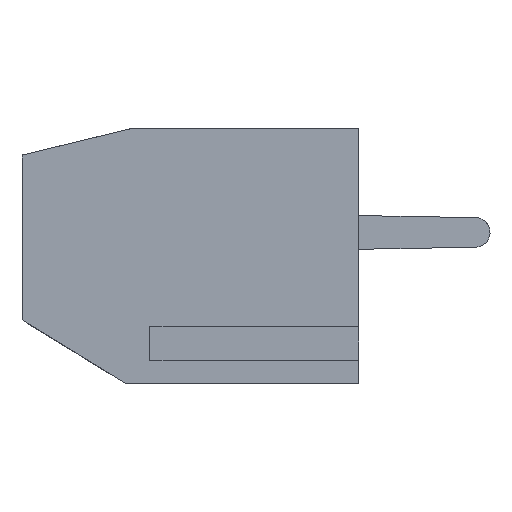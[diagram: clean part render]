
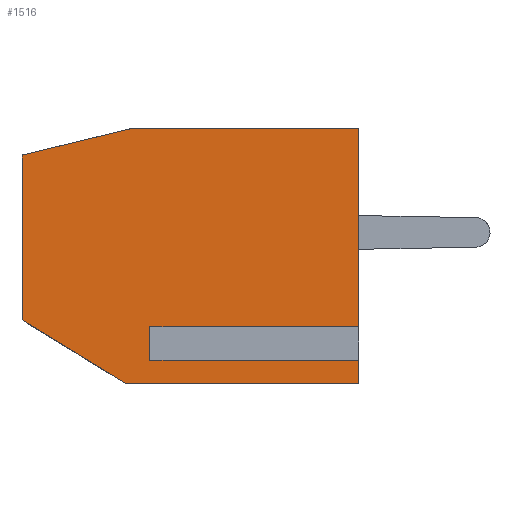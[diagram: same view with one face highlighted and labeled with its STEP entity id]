
A CAD part, left-side view. The second image highlights one B-rep face of the part: STEP entity #1516.
In plain terms, the highlighted planar face has unit normal (-1, 0, 0).
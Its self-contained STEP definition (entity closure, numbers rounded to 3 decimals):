
#198 = VERTEX_POINT ( 'NONE', #30471 ) ;
#1516 = ADVANCED_FACE ( 'NONE', ( #11937 ), #22652, .F. ) ;
#1809 = EDGE_CURVE ( 'NONE', #3701, #28030, #18255, .T. ) ;
#1957 = VECTOR ( 'NONE', #2328, 1000. ) ;
#2238 = VECTOR ( 'NONE', #32569, 1000. ) ;
#2299 = CARTESIAN_POINT ( 'NONE',  ( 0., 10., 1.9 ) ) ;
#2328 = DIRECTION ( 'NONE',  ( 0., -1., 0. ) ) ;
#3132 = AXIS2_PLACEMENT_3D ( 'NONE', #33458, #25869, #23188 ) ;
#3466 = CARTESIAN_POINT ( 'NONE',  ( 0., 6.9, 0. ) ) ;
#3701 = VERTEX_POINT ( 'NONE', #3466 ) ;
#4065 = ORIENTED_EDGE ( 'NONE', *, *, #18249, .F. ) ;
#4672 = CARTESIAN_POINT ( 'NONE',  ( 0., 10., 7.6 ) ) ;
#4958 = LINE ( 'NONE', #26451, #1957 ) ;
#6158 = LINE ( 'NONE', #21946, #30439 ) ;
#6174 = ORIENTED_EDGE ( 'NONE', *, *, #33108, .T. ) ;
#6628 = LINE ( 'NONE', #17296, #9473 ) ;
#8839 = ORIENTED_EDGE ( 'NONE', *, *, #29222, .T. ) ;
#9033 = LINE ( 'NONE', #19705, #16738 ) ;
#9473 = VECTOR ( 'NONE', #28072, 1000. ) ;
#9671 = CARTESIAN_POINT ( 'NONE',  ( 0., 6.2, 0.918 ) ) ;
#9696 = ORIENTED_EDGE ( 'NONE', *, *, #31434, .F. ) ;
#9955 = ORIENTED_EDGE ( 'NONE', *, *, #1809, .F. ) ;
#10263 = ORIENTED_EDGE ( 'NONE', *, *, #30479, .T. ) ;
#10703 = CARTESIAN_POINT ( 'NONE',  ( 0., 6.2, 0.918 ) ) ;
#10810 = VERTEX_POINT ( 'NONE', #32744 ) ;
#11056 = CARTESIAN_POINT ( 'NONE',  ( 0., 0., 7.6 ) ) ;
#11937 = FACE_OUTER_BOUND ( 'NONE', #34724, .T. ) ;
#13032 = CARTESIAN_POINT ( 'NONE',  ( 0., 10., 1.9 ) ) ;
#13544 = VECTOR ( 'NONE', #30726, 1000. ) ;
#16738 = VECTOR ( 'NONE', #22025, 1000. ) ;
#16773 = CARTESIAN_POINT ( 'NONE',  ( 0., 10., 6.8 ) ) ;
#16830 = DIRECTION ( 'NONE',  ( 0., 0., 1. ) ) ;
#17296 = CARTESIAN_POINT ( 'NONE',  ( 0., 10., 0. ) ) ;
#18198 = CARTESIAN_POINT ( 'NONE',  ( 0., 0., 1.482 ) ) ;
#18249 = EDGE_CURVE ( 'NONE', #28969, #26195, #9033, .T. ) ;
#18255 = LINE ( 'NONE', #13032, #34717 ) ;
#18328 = DIRECTION ( 'NONE',  ( 0., 0., 1. ) ) ;
#18843 = LINE ( 'NONE', #4672, #32187 ) ;
#19107 = LINE ( 'NONE', #11056, #2238 ) ;
#19245 = LINE ( 'NONE', #16773, #31455 ) ;
#19705 = CARTESIAN_POINT ( 'NONE',  ( 0., 10., 7.6 ) ) ;
#19811 = EDGE_CURVE ( 'NONE', #28030, #28579, #18843, .T. ) ;
#19914 = LINE ( 'NONE', #30382, #13544 ) ;
#21142 = CARTESIAN_POINT ( 'NONE',  ( 0., 6.7, 7.6 ) ) ;
#21569 = VECTOR ( 'NONE', #26903, 1000. ) ;
#21946 = CARTESIAN_POINT ( 'NONE',  ( 0., 0., 7.6 ) ) ;
#22025 = DIRECTION ( 'NONE',  ( 0., -1., 0. ) ) ;
#22497 = EDGE_CURVE ( 'NONE', #3701, #29610, #6628, .T. ) ;
#22652 = PLANE ( 'NONE',  #3132 ) ;
#23188 = DIRECTION ( 'NONE',  ( 0., 0., -1. ) ) ;
#25604 = EDGE_CURVE ( 'NONE', #29506, #26195, #6158, .T. ) ;
#25701 = VERTEX_POINT ( 'NONE', #9671 ) ;
#25869 = DIRECTION ( 'NONE',  ( 1., 0., 0. ) ) ;
#26195 = VERTEX_POINT ( 'NONE', #33366 ) ;
#26451 = CARTESIAN_POINT ( 'NONE',  ( 0., 6.2, 1.482 ) ) ;
#26625 = ORIENTED_EDGE ( 'NONE', *, *, #28080, .F. ) ;
#26783 = ORIENTED_EDGE ( 'NONE', *, *, #19811, .F. ) ;
#26903 = DIRECTION ( 'NONE',  ( 0., -1., 0. ) ) ;
#27560 = DIRECTION ( 'NONE',  ( 0., -0.972, 0.236 ) ) ;
#28030 = VERTEX_POINT ( 'NONE', #2299 ) ;
#28072 = DIRECTION ( 'NONE',  ( 0., -1., 0. ) ) ;
#28080 = EDGE_CURVE ( 'NONE', #25701, #10810, #32371, .T. ) ;
#28579 = VERTEX_POINT ( 'NONE', #31101 ) ;
#28969 = VERTEX_POINT ( 'NONE', #21142 ) ;
#29222 = EDGE_CURVE ( 'NONE', #198, #29506, #4958, .T. ) ;
#29228 = ORIENTED_EDGE ( 'NONE', *, *, #22497, .T. ) ;
#29506 = VERTEX_POINT ( 'NONE', #18198 ) ;
#29610 = VERTEX_POINT ( 'NONE', #34085 ) ;
#30382 = CARTESIAN_POINT ( 'NONE',  ( 0., 6.2, 0.918 ) ) ;
#30439 = VECTOR ( 'NONE', #16830, 1000. ) ;
#30471 = CARTESIAN_POINT ( 'NONE',  ( 0., 6.2, 1.482 ) ) ;
#30479 = EDGE_CURVE ( 'NONE', #29610, #10810, #19107, .T. ) ;
#30726 = DIRECTION ( 'NONE',  ( 0., 0., 1. ) ) ;
#31101 = CARTESIAN_POINT ( 'NONE',  ( 0., 10., 6.8 ) ) ;
#31434 = EDGE_CURVE ( 'NONE', #28579, #28969, #19245, .T. ) ;
#31455 = VECTOR ( 'NONE', #27560, 1000. ) ;
#31539 = DIRECTION ( 'NONE',  ( 0., 0.853, 0.523 ) ) ;
#32166 = ORIENTED_EDGE ( 'NONE', *, *, #25604, .T. ) ;
#32187 = VECTOR ( 'NONE', #18328, 1000. ) ;
#32371 = LINE ( 'NONE', #10703, #21569 ) ;
#32569 = DIRECTION ( 'NONE',  ( 0., 0., 1. ) ) ;
#32744 = CARTESIAN_POINT ( 'NONE',  ( 0., 0., 0.918 ) ) ;
#33108 = EDGE_CURVE ( 'NONE', #25701, #198, #19914, .T. ) ;
#33366 = CARTESIAN_POINT ( 'NONE',  ( 0., 0., 7.6 ) ) ;
#33458 = CARTESIAN_POINT ( 'NONE',  ( 0., 10., 7.6 ) ) ;
#34085 = CARTESIAN_POINT ( 'NONE',  ( 0., 0., 0. ) ) ;
#34717 = VECTOR ( 'NONE', #31539, 1000. ) ;
#34724 = EDGE_LOOP ( 'NONE', ( #9696, #26783, #9955, #29228, #10263, #26625, #6174, #8839, #32166, #4065 ) ) ;
